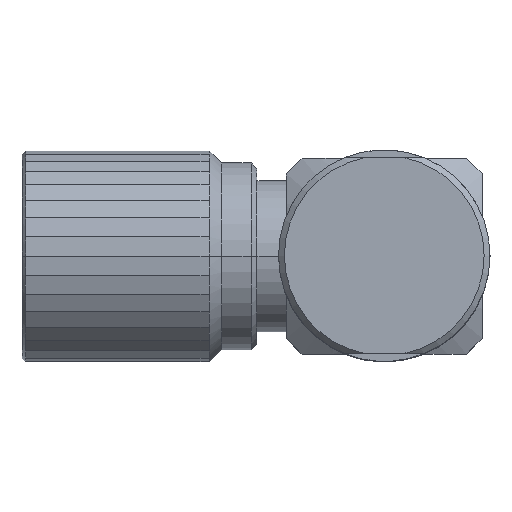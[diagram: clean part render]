
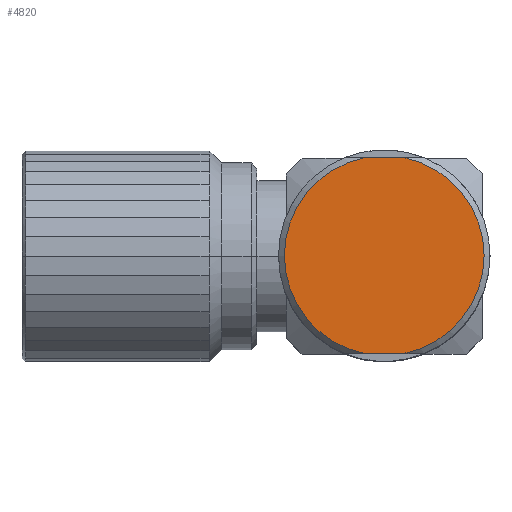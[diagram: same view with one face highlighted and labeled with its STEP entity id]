
A CAD part, top view. The second image highlights one B-rep face of the part: STEP entity #4820.
In plain terms, the highlighted planar face has unit normal (0, 0, 1).
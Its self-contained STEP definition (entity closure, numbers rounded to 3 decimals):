
#2011=CARTESIAN_POINT('',(6.55,0.,13.6));
#2012=DIRECTION('',(0.,0.,1.));
#2013=DIRECTION('',(-0.197,0.98,0.));
#2014=AXIS2_PLACEMENT_3D('',#2011,#2012,#2013);
#2037=CARTESIAN_POINT('',(6.55,0.,13.6));
#2038=DIRECTION('',(0.,0.,1.));
#2039=DIRECTION('',(0.197,-0.98,0.));
#2040=AXIS2_PLACEMENT_3D('',#2037,#2038,#2039);
#2049=DIRECTION('',(1.,0.,0.));
#2050=VECTOR('',#2049,2.01);
#2051=CARTESIAN_POINT('',(5.545,5.,13.6));
#2052=LINE('',#2051,#2050);
#2053=DIRECTION('',(-1.,0.,0.));
#2054=VECTOR('',#2053,2.01);
#2055=CARTESIAN_POINT('',(7.555,-5.,13.6));
#2056=LINE('',#2055,#2054);
#2215=CARTESIAN_POINT('',(5.545,5.,13.6));
#2216=CARTESIAN_POINT('',(7.555,5.,13.6));
#2217=VERTEX_POINT('',#2215);
#2218=VERTEX_POINT('',#2216);
#2219=CARTESIAN_POINT('',(7.555,-5.,13.6));
#2220=CARTESIAN_POINT('',(5.545,-5.,13.6));
#2221=VERTEX_POINT('',#2219);
#2222=VERTEX_POINT('',#2220);
#4808=CARTESIAN_POINT('',(6.55,0.,13.6));
#4809=DIRECTION('',(0.,0.,1.));
#4810=DIRECTION('',(-1.,0.,0.));
#4811=AXIS2_PLACEMENT_3D('',#4808,#4809,#4810);
#4812=PLANE('',#4811);
#4813=ORIENTED_EDGE('',*,*,#4767,.T.);
#4814=ORIENTED_EDGE('',*,*,#4802,.F.);
#4816=ORIENTED_EDGE('',*,*,#4815,.T.);
#4817=ORIENTED_EDGE('',*,*,#4781,.F.);
#4818=EDGE_LOOP('',(#4813,#4814,#4816,#4817));
#4819=FACE_OUTER_BOUND('',#4818,.F.);
#2015=CIRCLE('',#2014,5.1);
#2041=CIRCLE('',#2040,5.1);
#4767=EDGE_CURVE('',#2217,#2218,#2052,.T.);
#4781=EDGE_CURVE('',#2217,#2222,#2015,.T.);
#4802=EDGE_CURVE('',#2221,#2218,#2041,.T.);
#4815=EDGE_CURVE('',#2221,#2222,#2056,.T.);
#4820=ADVANCED_FACE('',(#4819),#4812,.T.);
